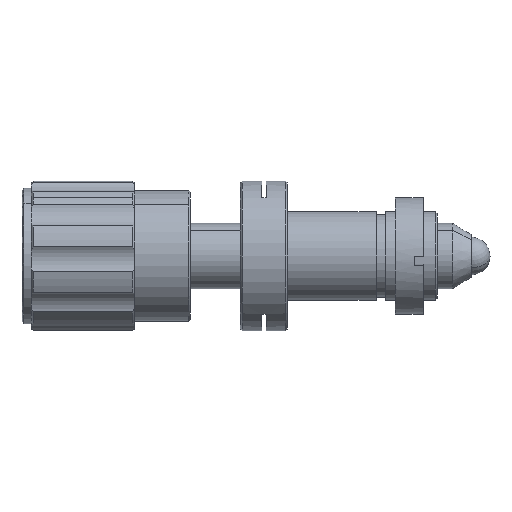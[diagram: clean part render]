
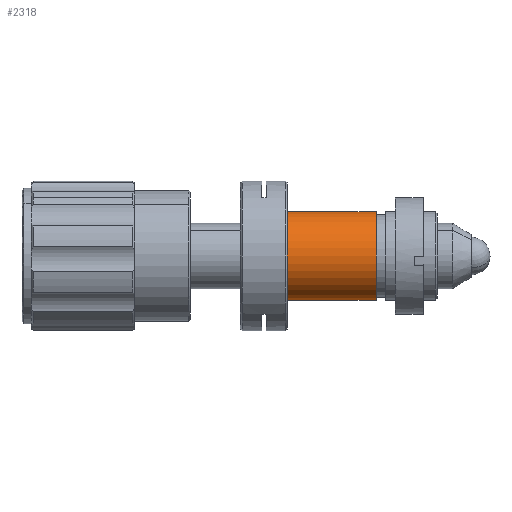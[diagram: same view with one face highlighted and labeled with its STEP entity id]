
A CAD part, front view. The second image highlights one B-rep face of the part: STEP entity #2318.
In plain terms, the highlighted cylindrical face has radius 4.75 mm (diameter 9.5 mm), a partial arc.
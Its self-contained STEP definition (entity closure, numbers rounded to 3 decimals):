
#107 = EDGE_CURVE ( 'NONE', #3611, #982, #2093, .T. ) ;
#198 = ORIENTED_EDGE ( 'NONE', *, *, #5413, .T. ) ;
#430 = CARTESIAN_POINT ( 'NONE',  ( 5., 0., 4.75 ) ) ;
#664 = CARTESIAN_POINT ( 'NONE',  ( 5., 0., -4.75 ) ) ;
#880 = EDGE_LOOP ( 'NONE', ( #6647, #198, #2666, #6022 ) ) ;
#885 = CARTESIAN_POINT ( 'NONE',  ( 14.5, 0., 0. ) ) ;
#982 = VERTEX_POINT ( 'NONE', #430 ) ;
#1082 = CYLINDRICAL_SURFACE ( 'NONE', #5015, 4.75 ) ;
#1668 = LINE ( 'NONE', #2695, #2028 ) ;
#1816 = CARTESIAN_POINT ( 'NONE',  ( 14.5, 0., -4.75 ) ) ;
#1936 = VERTEX_POINT ( 'NONE', #1816 ) ;
#1980 = FACE_OUTER_BOUND ( 'NONE', #880, .T. ) ;
#2028 = VECTOR ( 'NONE', #3770, 1000. ) ;
#2093 = CIRCLE ( 'NONE', #3528, 4.75 ) ;
#2318 = ADVANCED_FACE ( 'NONE', ( #1980 ), #1082, .T. ) ;
#2462 = EDGE_CURVE ( 'NONE', #5945, #982, #1668, .T. ) ;
#2666 = ORIENTED_EDGE ( 'NONE', *, *, #2462, .T. ) ;
#2695 = CARTESIAN_POINT ( 'NONE',  ( -3.658, 0., 4.75 ) ) ;
#3528 = AXIS2_PLACEMENT_3D ( 'NONE', #4823, #4342, #5826 ) ;
#3531 = LINE ( 'NONE', #4715, #4539 ) ;
#3532 = DIRECTION ( 'NONE',  ( 0., 0., 1. ) ) ;
#3611 = VERTEX_POINT ( 'NONE', #664 ) ;
#3770 = DIRECTION ( 'NONE',  ( -1., 0., 0. ) ) ;
#3803 = AXIS2_PLACEMENT_3D ( 'NONE', #885, #6000, #6518 ) ;
#4342 = DIRECTION ( 'NONE',  ( -1., 0., 0. ) ) ;
#4365 = EDGE_CURVE ( 'NONE', #1936, #3611, #3531, .T. ) ;
#4539 = VECTOR ( 'NONE', #6818, 1000. ) ;
#4650 = CARTESIAN_POINT ( 'NONE',  ( -3.658, 0., 0. ) ) ;
#4715 = CARTESIAN_POINT ( 'NONE',  ( -3.658, 0., -4.75 ) ) ;
#4823 = CARTESIAN_POINT ( 'NONE',  ( 5., 0., 0. ) ) ;
#5015 = AXIS2_PLACEMENT_3D ( 'NONE', #4650, #6170, #3532 ) ;
#5413 = EDGE_CURVE ( 'NONE', #1936, #5945, #6125, .T. ) ;
#5826 = DIRECTION ( 'NONE',  ( 0., 0., 1. ) ) ;
#5945 = VERTEX_POINT ( 'NONE', #6200 ) ;
#6000 = DIRECTION ( 'NONE',  ( -1., 0., 0. ) ) ;
#6022 = ORIENTED_EDGE ( 'NONE', *, *, #107, .F. ) ;
#6125 = CIRCLE ( 'NONE', #3803, 4.75 ) ;
#6170 = DIRECTION ( 'NONE',  ( -1., 0., 0. ) ) ;
#6200 = CARTESIAN_POINT ( 'NONE',  ( 14.5, 0., 4.75 ) ) ;
#6518 = DIRECTION ( 'NONE',  ( 0., 0., 1. ) ) ;
#6647 = ORIENTED_EDGE ( 'NONE', *, *, #4365, .F. ) ;
#6818 = DIRECTION ( 'NONE',  ( -1., 0., 0. ) ) ;
